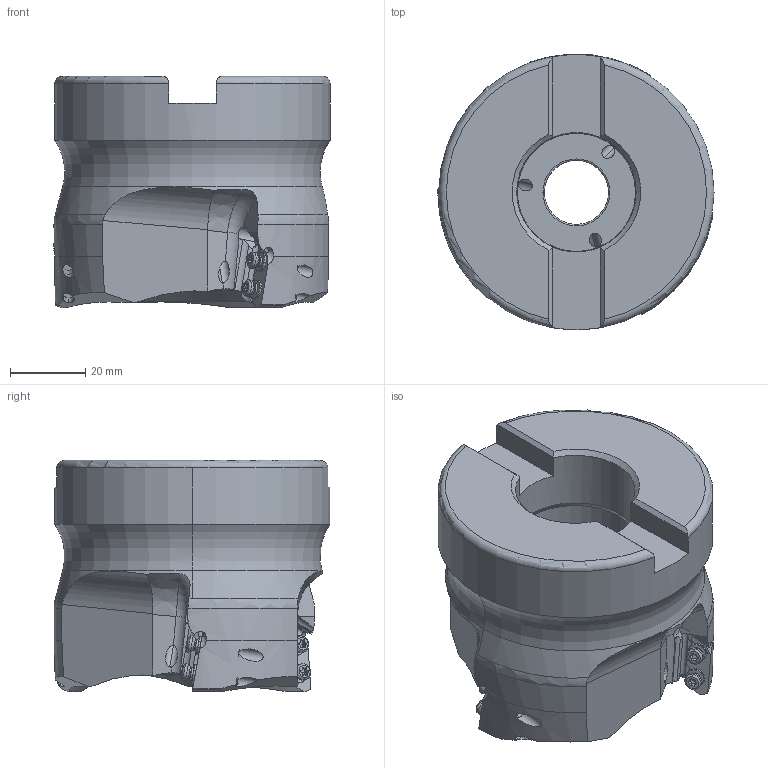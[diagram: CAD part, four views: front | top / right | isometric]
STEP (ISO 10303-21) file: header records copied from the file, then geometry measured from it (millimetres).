
FILE_DESCRIPTION(/* description */ (''),/* implementation_level */ '2;1');
FILE_NAME(/* name */ 'AXD4000UR0303DA.stp',/* time_stamp */ '2019-03-25T17:15:34+09:00',/* author */ (''),/* organization */ (''),/* preprocessor_version */ 'ST-DEVELOPER v16',/* originating_system */ 'SIEMENS PLM Software NX 10.0',/* authorisation */ '');
FILE_SCHEMA (('AUTOMOTIVE_DESIGN { 1 0 10303 214 3 1 1 1 }'));
Length unit declared in the file: millimetre
Products named in the file (1): AXD4000UR0303DA_ASM
Bounding box: 73.38 x 73.35 x 61.49 mm (x, y, z)
Volume: 170923.1 mm3; surface area: 28212.3 mm2
Topology: 7 solids, 7 shells, 434 faces, 1366 edges, 938 vertices
Faces by surface type: cylinder 208, plane 102, cone 73, torus 39, sphere 12
Entity records: 19934 total; most frequent: CARTESIAN_POINT 7626, ORIENTED_EDGE 2708, DIRECTION 2523, EDGE_CURVE 1354, AXIS2_PLACEMENT_3D 1076, VERTEX_POINT 938, CIRCLE 556, EDGE_LOOP 458
